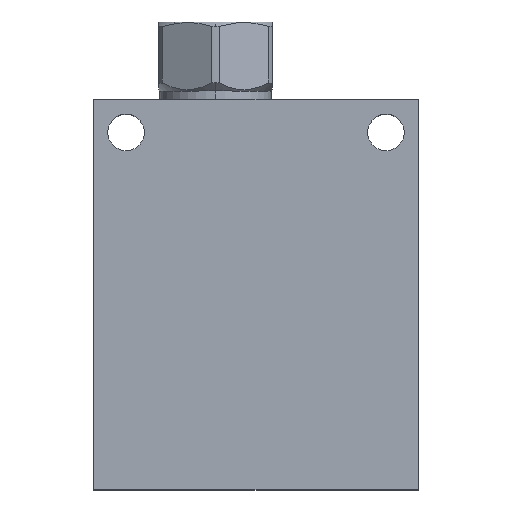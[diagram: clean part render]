
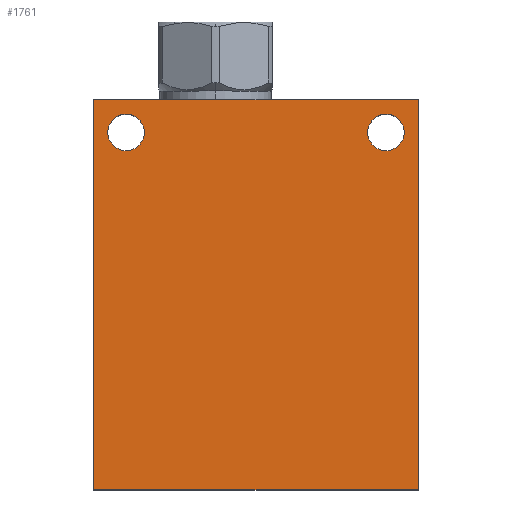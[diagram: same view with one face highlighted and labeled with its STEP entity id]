
A CAD part, top view. The second image highlights one B-rep face of the part: STEP entity #1761.
In plain terms, the highlighted planar face has unit normal (0, 0, 1).
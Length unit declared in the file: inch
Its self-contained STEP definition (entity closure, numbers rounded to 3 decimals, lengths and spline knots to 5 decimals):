
#93=DIRECTION('',(0.,-1.,0.));
#94=VECTOR('',#93,3.);
#95=CARTESIAN_POINT('',(0.,0.,1.25));
#96=LINE('',#95,#94);
#97=DIRECTION('',(-1.,0.,0.));
#98=VECTOR('',#97,2.5);
#99=CARTESIAN_POINT('',(2.5,0.,1.25));
#100=LINE('',#99,#98);
#101=DIRECTION('',(0.,1.,0.));
#102=VECTOR('',#101,3.);
#103=CARTESIAN_POINT('',(2.5,-3.,1.25));
#104=LINE('',#103,#102);
#105=DIRECTION('',(1.,0.,0.));
#106=VECTOR('',#105,2.5);
#107=CARTESIAN_POINT('',(0.,-3.,1.25));
#108=LINE('',#107,#106);
#109=CARTESIAN_POINT('',(0.25,-0.25,1.25));
#110=DIRECTION('',(0.,0.,-1.));
#111=DIRECTION('',(-1.,0.,0.));
#112=AXIS2_PLACEMENT_3D('',#109,#110,#111);
#114=CARTESIAN_POINT('',(0.25,-0.25,1.25));
#115=DIRECTION('',(0.,0.,-1.));
#116=DIRECTION('',(1.,0.,0.));
#117=AXIS2_PLACEMENT_3D('',#114,#115,#116);
#119=CARTESIAN_POINT('',(2.25,-0.25,1.25));
#120=DIRECTION('',(0.,0.,-1.));
#121=DIRECTION('',(-1.,0.,0.));
#122=AXIS2_PLACEMENT_3D('',#119,#120,#121);
#124=CARTESIAN_POINT('',(2.25,-0.25,1.25));
#125=DIRECTION('',(0.,0.,-1.));
#126=DIRECTION('',(1.,0.,0.));
#127=AXIS2_PLACEMENT_3D('',#124,#125,#126);
#1428=CARTESIAN_POINT('',(0.,0.,1.25));
#1429=CARTESIAN_POINT('',(0.,-3.,1.25));
#1430=VERTEX_POINT('',#1428);
#1431=VERTEX_POINT('',#1429);
#1432=CARTESIAN_POINT('',(2.5,-3.,1.25));
#1433=VERTEX_POINT('',#1432);
#1434=CARTESIAN_POINT('',(2.5,0.,1.25));
#1435=VERTEX_POINT('',#1434);
#1440=CARTESIAN_POINT('',(0.1095,-0.25,1.25));
#1441=CARTESIAN_POINT('',(0.3905,-0.25,1.25));
#1442=VERTEX_POINT('',#1440);
#1443=VERTEX_POINT('',#1441);
#1448=CARTESIAN_POINT('',(2.1095,-0.25,1.25));
#1449=CARTESIAN_POINT('',(2.3905,-0.25,1.25));
#1450=VERTEX_POINT('',#1448);
#1451=VERTEX_POINT('',#1449);
#1738=CARTESIAN_POINT('',(0.,0.,1.25));
#1739=DIRECTION('',(0.,0.,1.));
#1740=DIRECTION('',(1.,0.,0.));
#1741=AXIS2_PLACEMENT_3D('',#1738,#1739,#1740);
#1742=PLANE('',#1741);
#1743=ORIENTED_EDGE('',*,*,#1666,.F.);
#1744=ORIENTED_EDGE('',*,*,#1687,.F.);
#1745=ORIENTED_EDGE('',*,*,#1707,.F.);
#1746=ORIENTED_EDGE('',*,*,#1726,.F.);
#1747=EDGE_LOOP('',(#1743,#1744,#1745,#1746));
#1748=FACE_OUTER_BOUND('',#1747,.F.);
#1750=ORIENTED_EDGE('',*,*,#1749,.F.);
#1752=ORIENTED_EDGE('',*,*,#1751,.F.);
#1753=EDGE_LOOP('',(#1750,#1752));
#1754=FACE_BOUND('',#1753,.F.);
#1756=ORIENTED_EDGE('',*,*,#1755,.F.);
#1758=ORIENTED_EDGE('',*,*,#1757,.F.);
#1759=EDGE_LOOP('',(#1756,#1758));
#1760=FACE_BOUND('',#1759,.F.);
#1761=ADVANCED_FACE('',(#1748,#1754,#1760),#1742,.T.);
#113=CIRCLE('',#112,0.1405);
#118=CIRCLE('',#117,0.1405);
#123=CIRCLE('',#122,0.1405);
#128=CIRCLE('',#127,0.1405);
#1666=EDGE_CURVE('',#1430,#1431,#96,.T.);
#1687=EDGE_CURVE('',#1435,#1430,#100,.T.);
#1707=EDGE_CURVE('',#1433,#1435,#104,.T.);
#1726=EDGE_CURVE('',#1431,#1433,#108,.T.);
#1749=EDGE_CURVE('',#1442,#1443,#113,.T.);
#1751=EDGE_CURVE('',#1443,#1442,#118,.T.);
#1755=EDGE_CURVE('',#1450,#1451,#123,.T.);
#1757=EDGE_CURVE('',#1451,#1450,#128,.T.);
